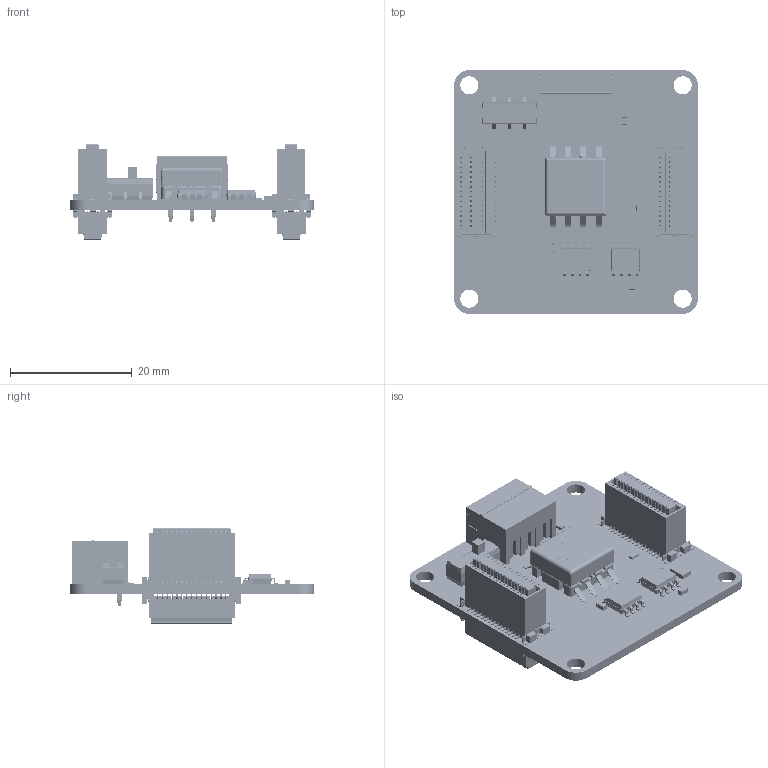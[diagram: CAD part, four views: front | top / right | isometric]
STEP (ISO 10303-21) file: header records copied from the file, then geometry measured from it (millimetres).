
FILE_DESCRIPTION(('FreeCAD Model'),'2;1');
FILE_NAME( 'rs485-extension.step', '2017-09-15T15:07:22',('kicad StepUp'),('ksu MCAD'), 'Open CASCADE STEP processor 6.8','FreeCAD','Unknown');
FILE_SCHEMA(('AUTOMOTIVE_DESIGN_CC2 { 1 2 10303 214 -1 1 5 4 }'));
Length unit declared in the file: millimetre
Products named in the file (17): Pcb; 88021-12XX_; ASM0001_ASM_; 88021-12XX_001; ASM0001_ASM_001; 744205_; soic_8_39x49_p127_; silde_switch_smd_; dfn10_2x3_p05_; soic_8_39x49_p127_001; C_0603_; C_0603_001; R_0603_; R_0603_001; D_0603_blue_; R_0603_002; OQ_3P_grey_
Bounding box: 40 x 40 x 15.65 mm (x, y, z)
Volume: 4965.8 mm3; surface area: 10631 mm2
Topology: 18 solids, 18 shells, 11658 faces, 35636 edges, 23153 vertices
Faces by surface type: plane 9695, cylinder 1867, bspline 68, cone 24, revolution 4
Full cylindrical faces by diameter (mm): 0.35 x1, 0.6 x2, 1.2 x4, 1.4 x3, 2 x3, 3 x4
Entity records: 402360 total; most frequent: CARTESIAN_POINT 71538, ORIENTED_EDGE 71248, DIRECTION 62435, EDGE_CURVE 35624, LINE 31799, VECTOR 31799, VERTEX_POINT 23161, AXIS2_PLACEMENT_3D 15316
